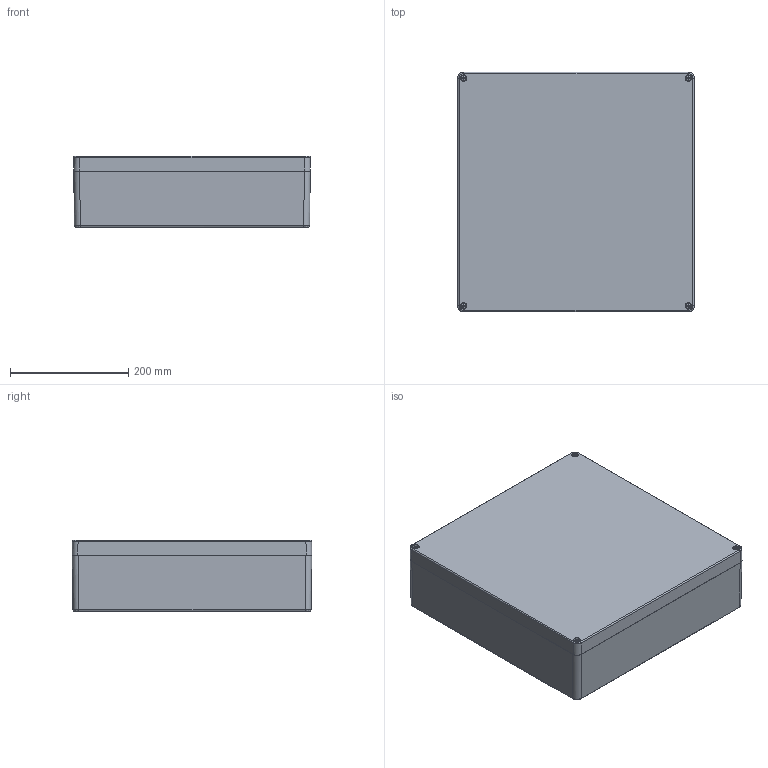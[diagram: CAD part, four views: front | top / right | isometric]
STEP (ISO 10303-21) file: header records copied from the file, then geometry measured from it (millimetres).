
FILE_DESCRIPTION (( 'STEP AP214' ), '1' );
FILE_NAME ('1590ZGRP253BK.STEP', '2021-09-09T11:41:05', ( '' ), ( '' ), 'SwSTEP 2.0', 'SolidWorks 2021', '' );
FILE_SCHEMA (( 'AUTOMOTIVE_DESIGN' ));
Length unit declared in the file: inch
Products named in the file (1): 1590ZGRP253BK
Bounding box: 400 x 405 x 121.5 mm (x, y, z)
Volume: 3135592.6 mm3; surface area: 1058315.3 mm2
Topology: 7 solids, 7 shells, 619 faces, 1614 edges, 1049 vertices
Faces by surface type: plane 278, bspline 143, cone 124, cylinder 74
Full cylindrical faces by diameter (mm): 4 x8, 4.917 x10, 5.28 x4, 5.8 x4, 5.88 x4, 6.3 x4, 7 x4
Entity records: 20653 total; most frequent: CARTESIAN_POINT 6796, ORIENTED_EDGE 2966, DIRECTION 2437, EDGE_CURVE 1483, VERTEX_POINT 1012, AXIS2_PLACEMENT_3D 835, EDGE_LOOP 771, VECTOR 767
